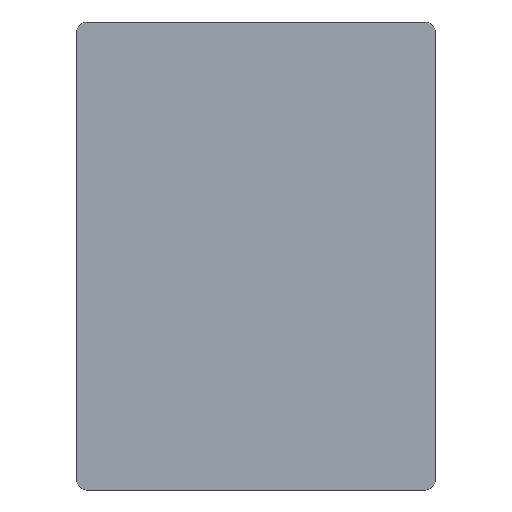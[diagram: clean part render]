
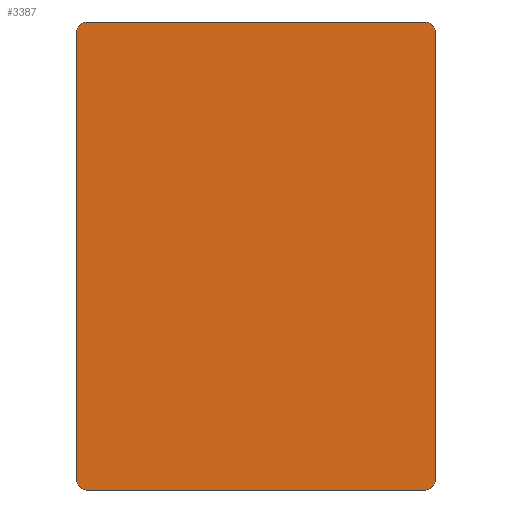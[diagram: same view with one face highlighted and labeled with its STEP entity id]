
A CAD part, left-side view. The second image highlights one B-rep face of the part: STEP entity #3387.
In plain terms, the highlighted planar face has unit normal (-1, 0, 0).
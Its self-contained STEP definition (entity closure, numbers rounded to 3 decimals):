
#44 = PLANE('',#45);
#45 = AXIS2_PLACEMENT_3D('',#46,#47,#48);
#46 = CARTESIAN_POINT('',(35.6,-6.67,0.));
#47 = DIRECTION('',(0.,0.,1.));
#48 = DIRECTION('',(1.,0.,0.));
#73 = CYLINDRICAL_SURFACE('',#74,0.5);
#74 = AXIS2_PLACEMENT_3D('',#75,#76,#77);
#75 = CARTESIAN_POINT('',(-6.55,-15.42,0.5));
#76 = DIRECTION('',(1.,0.,0.));
#77 = DIRECTION('',(0.,0.,-1.));
#101 = PLANE('',#102);
#102 = AXIS2_PLACEMENT_3D('',#103,#104,#105);
#103 = CARTESIAN_POINT('',(-6.55,-15.92,0.));
#104 = DIRECTION('',(0.,1.,0.));
#105 = DIRECTION('',(1.,0.,0.));
#134 = CYLINDRICAL_SURFACE('',#135,0.5);
#135 = AXIS2_PLACEMENT_3D('',#136,#137,#138);
#136 = CARTESIAN_POINT('',(-6.55,-15.42,23.65));
#137 = DIRECTION('',(1.,0.,0.));
#138 = DIRECTION('',(0.,0.,1.));
#162 = PLANE('',#163);
#163 = AXIS2_PLACEMENT_3D('',#164,#165,#166);
#164 = CARTESIAN_POINT('',(35.6,-6.67,24.15));
#165 = DIRECTION('',(0.,0.,1.));
#166 = DIRECTION('',(1.,0.,0.));
#195 = CYLINDRICAL_SURFACE('',#196,0.5);
#196 = AXIS2_PLACEMENT_3D('',#197,#198,#199);
#197 = CARTESIAN_POINT('',(77.75,2.08,23.65));
#198 = DIRECTION('',(-1.,0.,0.));
#199 = DIRECTION('',(0.,1.,0.));
#223 = PLANE('',#224);
#224 = AXIS2_PLACEMENT_3D('',#225,#226,#227);
#225 = CARTESIAN_POINT('',(77.75,2.58,0.));
#226 = DIRECTION('',(0.,-1.,0.));
#227 = DIRECTION('',(-1.,0.,0.));
#250 = CYLINDRICAL_SURFACE('',#251,0.5);
#251 = AXIS2_PLACEMENT_3D('',#252,#253,#254);
#252 = CARTESIAN_POINT('',(77.75,2.08,0.5));
#253 = DIRECTION('',(-1.,0.,0.));
#254 = DIRECTION('',(0.,1.,0.));
#267 = VERTEX_POINT('',#268);
#268 = CARTESIAN_POINT('',(-6.55,2.08,0.));
#289 = EDGE_CURVE('',#267,#290,#292,.T.);
#290 = VERTEX_POINT('',#291);
#291 = CARTESIAN_POINT('',(-6.55,-15.42,0.));
#292 = SURFACE_CURVE('',#293,(#297,#304),.PCURVE_S1.);
#293 = LINE('',#294,#295);
#294 = CARTESIAN_POINT('',(-6.55,2.58,0.));
#295 = VECTOR('',#296,1.);
#296 = DIRECTION('',(0.,-1.,0.));
#297 = PCURVE('',#44,#298);
#298 = DEFINITIONAL_REPRESENTATION('',(#299),#303);
#299 = LINE('',#300,#301);
#300 = CARTESIAN_POINT('',(-42.15,9.25));
#301 = VECTOR('',#302,1.);
#302 = DIRECTION('',(0.,-1.));
#303 = ( GEOMETRIC_REPRESENTATION_CONTEXT(2)
PARAMETRIC_REPRESENTATION_CONTEXT() REPRESENTATION_CONTEXT('2D SPACE',''
) );
#304 = PCURVE('',#305,#310);
#305 = PLANE('',#306);
#306 = AXIS2_PLACEMENT_3D('',#307,#308,#309);
#307 = CARTESIAN_POINT('',(-6.55,2.58,0.));
#308 = DIRECTION('',(1.,0.,0.));
#309 = DIRECTION('',(0.,-1.,0.));
#310 = DEFINITIONAL_REPRESENTATION('',(#311),#315);
#311 = LINE('',#312,#313);
#312 = CARTESIAN_POINT('',(0.,0.));
#313 = VECTOR('',#314,1.);
#314 = DIRECTION('',(1.,0.));
#315 = ( GEOMETRIC_REPRESENTATION_CONTEXT(2)
PARAMETRIC_REPRESENTATION_CONTEXT() REPRESENTATION_CONTEXT('2D SPACE',''
) );
#341 = EDGE_CURVE('',#290,#342,#344,.T.);
#342 = VERTEX_POINT('',#343);
#343 = CARTESIAN_POINT('',(-6.55,-15.92,0.5));
#344 = SURFACE_CURVE('',#345,(#350,#357),.PCURVE_S1.);
#345 = CIRCLE('',#346,0.5);
#346 = AXIS2_PLACEMENT_3D('',#347,#348,#349);
#347 = CARTESIAN_POINT('',(-6.55,-15.42,0.5));
#348 = DIRECTION('',(-1.,0.,0.));
#349 = DIRECTION('',(0.,0.,1.));
#350 = PCURVE('',#73,#351);
#351 = DEFINITIONAL_REPRESENTATION('',(#352),#356);
#352 = LINE('',#353,#354);
#353 = CARTESIAN_POINT('',(3.142,-0.));
#354 = VECTOR('',#355,1.);
#355 = DIRECTION('',(-1.,0.));
#356 = ( GEOMETRIC_REPRESENTATION_CONTEXT(2)
PARAMETRIC_REPRESENTATION_CONTEXT() REPRESENTATION_CONTEXT('2D SPACE',''
) );
#357 = PCURVE('',#305,#358);
#358 = DEFINITIONAL_REPRESENTATION('',(#359),#367);
#359 = ( BOUNDED_CURVE() B_SPLINE_CURVE(2,(#360,#361,#362,#363,#364,#365
,#366),.UNSPECIFIED.,.T.,.F.) B_SPLINE_CURVE_WITH_KNOTS((1,2,2,2,2,1),(
-2.094,0.,2.094,4.189,6.283,
8.378),.UNSPECIFIED.) CURVE() GEOMETRIC_REPRESENTATION_ITEM()
RATIONAL_B_SPLINE_CURVE((1.,0.5,1.,0.5,1.,0.5,1.)) REPRESENTATION_ITEM(
'') );
#360 = CARTESIAN_POINT('',(18.,-1.));
#361 = CARTESIAN_POINT('',(17.134,-1.));
#362 = CARTESIAN_POINT('',(17.567,-0.25));
#363 = CARTESIAN_POINT('',(18.,0.5));
#364 = CARTESIAN_POINT('',(18.433,-0.25));
#365 = CARTESIAN_POINT('',(18.866,-1.));
#366 = CARTESIAN_POINT('',(18.,-1.));
#367 = ( GEOMETRIC_REPRESENTATION_CONTEXT(2)
PARAMETRIC_REPRESENTATION_CONTEXT() REPRESENTATION_CONTEXT('2D SPACE',''
) );
#397 = EDGE_CURVE('',#398,#267,#400,.T.);
#398 = VERTEX_POINT('',#399);
#399 = CARTESIAN_POINT('',(-6.55,2.58,0.5));
#400 = SURFACE_CURVE('',#401,(#406,#413),.PCURVE_S1.);
#401 = CIRCLE('',#402,0.5);
#402 = AXIS2_PLACEMENT_3D('',#403,#404,#405);
#403 = CARTESIAN_POINT('',(-6.55,2.08,0.5));
#404 = DIRECTION('',(-1.,0.,0.));
#405 = DIRECTION('',(0.,0.,-1.));
#406 = PCURVE('',#250,#407);
#407 = DEFINITIONAL_REPRESENTATION('',(#408),#412);
#408 = LINE('',#409,#410);
#409 = CARTESIAN_POINT('',(-4.712,84.3));
#410 = VECTOR('',#411,1.);
#411 = DIRECTION('',(1.,0.));
#412 = ( GEOMETRIC_REPRESENTATION_CONTEXT(2)
PARAMETRIC_REPRESENTATION_CONTEXT() REPRESENTATION_CONTEXT('2D SPACE',''
) );
#413 = PCURVE('',#305,#414);
#414 = DEFINITIONAL_REPRESENTATION('',(#415),#423);
#415 = ( BOUNDED_CURVE() B_SPLINE_CURVE(2,(#416,#417,#418,#419,#420,#421
,#422),.UNSPECIFIED.,.T.,.F.) B_SPLINE_CURVE_WITH_KNOTS((1,2,2,2,2,1),(
-2.094,0.,2.094,4.189,6.283,
8.378),.UNSPECIFIED.) CURVE() GEOMETRIC_REPRESENTATION_ITEM()
RATIONAL_B_SPLINE_CURVE((1.,0.5,1.,0.5,1.,0.5,1.)) REPRESENTATION_ITEM(
'') );
#416 = CARTESIAN_POINT('',(0.5,0.));
#417 = CARTESIAN_POINT('',(1.366,0.));
#418 = CARTESIAN_POINT('',(0.933,-0.75));
#419 = CARTESIAN_POINT('',(0.5,-1.5));
#420 = CARTESIAN_POINT('',(0.067,-0.75));
#421 = CARTESIAN_POINT('',(-0.366,0.));
#422 = CARTESIAN_POINT('',(0.5,0.));
#423 = ( GEOMETRIC_REPRESENTATION_CONTEXT(2)
PARAMETRIC_REPRESENTATION_CONTEXT() REPRESENTATION_CONTEXT('2D SPACE',''
) );
#449 = EDGE_CURVE('',#342,#450,#452,.T.);
#450 = VERTEX_POINT('',#451);
#451 = CARTESIAN_POINT('',(-6.55,-15.92,23.65));
#452 = SURFACE_CURVE('',#453,(#457,#464),.PCURVE_S1.);
#453 = LINE('',#454,#455);
#454 = CARTESIAN_POINT('',(-6.55,-15.92,0.));
#455 = VECTOR('',#456,1.);
#456 = DIRECTION('',(0.,0.,1.));
#457 = PCURVE('',#101,#458);
#458 = DEFINITIONAL_REPRESENTATION('',(#459),#463);
#459 = LINE('',#460,#461);
#460 = CARTESIAN_POINT('',(0.,0.));
#461 = VECTOR('',#462,1.);
#462 = DIRECTION('',(0.,-1.));
#463 = ( GEOMETRIC_REPRESENTATION_CONTEXT(2)
PARAMETRIC_REPRESENTATION_CONTEXT() REPRESENTATION_CONTEXT('2D SPACE',''
) );
#464 = PCURVE('',#305,#465);
#465 = DEFINITIONAL_REPRESENTATION('',(#466),#470);
#466 = LINE('',#467,#468);
#467 = CARTESIAN_POINT('',(18.5,0.));
#468 = VECTOR('',#469,1.);
#469 = DIRECTION('',(0.,-1.));
#470 = ( GEOMETRIC_REPRESENTATION_CONTEXT(2)
PARAMETRIC_REPRESENTATION_CONTEXT() REPRESENTATION_CONTEXT('2D SPACE',''
) );
#500 = VERTEX_POINT('',#501);
#501 = CARTESIAN_POINT('',(-6.55,2.58,23.65));
#522 = EDGE_CURVE('',#398,#500,#523,.T.);
#523 = SURFACE_CURVE('',#524,(#528,#535),.PCURVE_S1.);
#524 = LINE('',#525,#526);
#525 = CARTESIAN_POINT('',(-6.55,2.58,0.));
#526 = VECTOR('',#527,1.);
#527 = DIRECTION('',(0.,0.,1.));
#528 = PCURVE('',#223,#529);
#529 = DEFINITIONAL_REPRESENTATION('',(#530),#534);
#530 = LINE('',#531,#532);
#531 = CARTESIAN_POINT('',(84.3,0.));
#532 = VECTOR('',#533,1.);
#533 = DIRECTION('',(0.,-1.));
#534 = ( GEOMETRIC_REPRESENTATION_CONTEXT(2)
PARAMETRIC_REPRESENTATION_CONTEXT() REPRESENTATION_CONTEXT('2D SPACE',''
) );
#535 = PCURVE('',#305,#536);
#536 = DEFINITIONAL_REPRESENTATION('',(#537),#541);
#537 = LINE('',#538,#539);
#538 = CARTESIAN_POINT('',(0.,0.));
#539 = VECTOR('',#540,1.);
#540 = DIRECTION('',(0.,-1.));
#541 = ( GEOMETRIC_REPRESENTATION_CONTEXT(2)
PARAMETRIC_REPRESENTATION_CONTEXT() REPRESENTATION_CONTEXT('2D SPACE',''
) );
#548 = VERTEX_POINT('',#549);
#549 = CARTESIAN_POINT('',(-6.55,-15.42,24.15));
#572 = EDGE_CURVE('',#548,#450,#573,.T.);
#573 = SURFACE_CURVE('',#574,(#579,#586),.PCURVE_S1.);
#574 = CIRCLE('',#575,0.5);
#575 = AXIS2_PLACEMENT_3D('',#576,#577,#578);
#576 = CARTESIAN_POINT('',(-6.55,-15.42,23.65));
#577 = DIRECTION('',(1.,0.,-0.));
#578 = DIRECTION('',(0.,0.,1.));
#579 = PCURVE('',#134,#580);
#580 = DEFINITIONAL_REPRESENTATION('',(#581),#585);
#581 = LINE('',#582,#583);
#582 = CARTESIAN_POINT('',(0.,0.));
#583 = VECTOR('',#584,1.);
#584 = DIRECTION('',(1.,0.));
#585 = ( GEOMETRIC_REPRESENTATION_CONTEXT(2)
PARAMETRIC_REPRESENTATION_CONTEXT() REPRESENTATION_CONTEXT('2D SPACE',''
) );
#586 = PCURVE('',#305,#587);
#587 = DEFINITIONAL_REPRESENTATION('',(#588),#592);
#588 = CIRCLE('',#589,0.5);
#589 = AXIS2_PLACEMENT_2D('',#590,#591);
#590 = CARTESIAN_POINT('',(18.,-23.65));
#591 = DIRECTION('',(0.,-1.));
#592 = ( GEOMETRIC_REPRESENTATION_CONTEXT(2)
PARAMETRIC_REPRESENTATION_CONTEXT() REPRESENTATION_CONTEXT('2D SPACE',''
) );
#1457 = VERTEX_POINT('',#1458);
#1458 = CARTESIAN_POINT('',(-6.55,2.08,24.15));
#1479 = EDGE_CURVE('',#500,#1457,#1480,.T.);
#1480 = SURFACE_CURVE('',#1481,(#1486,#1493),.PCURVE_S1.);
#1481 = CIRCLE('',#1482,0.5);
#1482 = AXIS2_PLACEMENT_3D('',#1483,#1484,#1485);
#1483 = CARTESIAN_POINT('',(-6.55,2.08,23.65));
#1484 = DIRECTION('',(1.,-0.,0.));
#1485 = DIRECTION('',(0.,0.,-1.));
#1486 = PCURVE('',#195,#1487);
#1487 = DEFINITIONAL_REPRESENTATION('',(#1488),#1492);
#1488 = LINE('',#1489,#1490);
#1489 = CARTESIAN_POINT('',(1.571,84.3));
#1490 = VECTOR('',#1491,1.);
#1491 = DIRECTION('',(-1.,0.));
#1492 = ( GEOMETRIC_REPRESENTATION_CONTEXT(2)
PARAMETRIC_REPRESENTATION_CONTEXT() REPRESENTATION_CONTEXT('2D SPACE',''
) );
#1493 = PCURVE('',#305,#1494);
#1494 = DEFINITIONAL_REPRESENTATION('',(#1495),#1499);
#1495 = CIRCLE('',#1496,0.5);
#1496 = AXIS2_PLACEMENT_2D('',#1497,#1498);
#1497 = CARTESIAN_POINT('',(0.5,-23.65));
#1498 = DIRECTION('',(0.,1.));
#1499 = ( GEOMETRIC_REPRESENTATION_CONTEXT(2)
PARAMETRIC_REPRESENTATION_CONTEXT() REPRESENTATION_CONTEXT('2D SPACE',''
) );
#1508 = EDGE_CURVE('',#1457,#548,#1509,.T.);
#1509 = SURFACE_CURVE('',#1510,(#1514,#1521),.PCURVE_S1.);
#1510 = LINE('',#1511,#1512);
#1511 = CARTESIAN_POINT('',(-6.55,2.58,24.15));
#1512 = VECTOR('',#1513,1.);
#1513 = DIRECTION('',(0.,-1.,0.));
#1514 = PCURVE('',#162,#1515);
#1515 = DEFINITIONAL_REPRESENTATION('',(#1516),#1520);
#1516 = LINE('',#1517,#1518);
#1517 = CARTESIAN_POINT('',(-42.15,9.25));
#1518 = VECTOR('',#1519,1.);
#1519 = DIRECTION('',(0.,-1.));
#1520 = ( GEOMETRIC_REPRESENTATION_CONTEXT(2)
PARAMETRIC_REPRESENTATION_CONTEXT() REPRESENTATION_CONTEXT('2D SPACE',''
) );
#1521 = PCURVE('',#305,#1522);
#1522 = DEFINITIONAL_REPRESENTATION('',(#1523),#1527);
#1523 = LINE('',#1524,#1525);
#1524 = CARTESIAN_POINT('',(0.,-24.15));
#1525 = VECTOR('',#1526,1.);
#1526 = DIRECTION('',(1.,0.));
#1527 = ( GEOMETRIC_REPRESENTATION_CONTEXT(2)
PARAMETRIC_REPRESENTATION_CONTEXT() REPRESENTATION_CONTEXT('2D SPACE',''
) );
#3387 = ADVANCED_FACE('',(#3388),#305,.F.);
#3388 = FACE_BOUND('',#3389,.F.);
#3389 = EDGE_LOOP('',(#3390,#3391,#3392,#3393,#3394,#3395,#3396,#3397));
#3390 = ORIENTED_EDGE('',*,*,#289,.F.);
#3391 = ORIENTED_EDGE('',*,*,#397,.F.);
#3392 = ORIENTED_EDGE('',*,*,#522,.T.);
#3393 = ORIENTED_EDGE('',*,*,#1479,.T.);
#3394 = ORIENTED_EDGE('',*,*,#1508,.T.);
#3395 = ORIENTED_EDGE('',*,*,#572,.T.);
#3396 = ORIENTED_EDGE('',*,*,#449,.F.);
#3397 = ORIENTED_EDGE('',*,*,#341,.F.);
